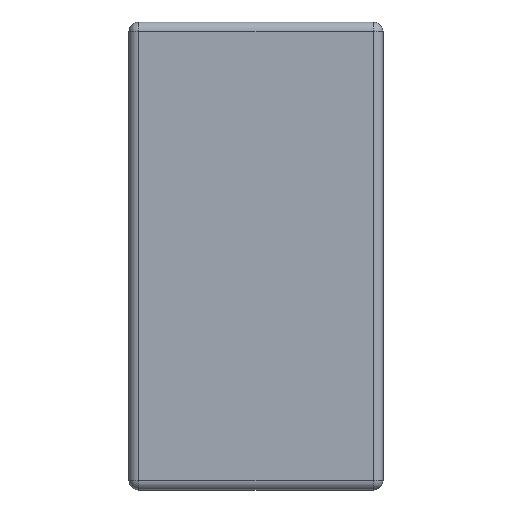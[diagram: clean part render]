
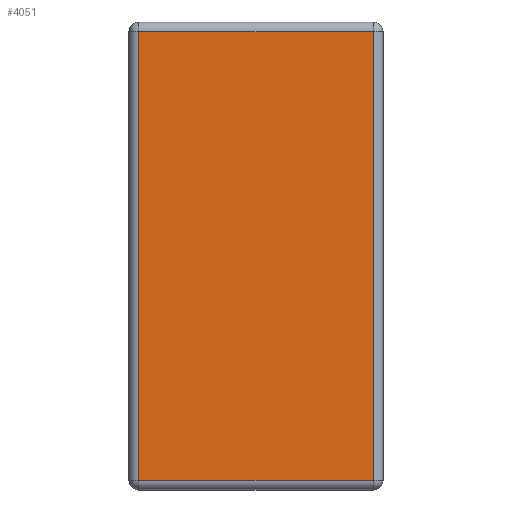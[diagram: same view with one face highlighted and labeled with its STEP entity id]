
A CAD part, left-side view. The second image highlights one B-rep face of the part: STEP entity #4051.
In plain terms, the highlighted planar face has unit normal (-1, 0, 0).
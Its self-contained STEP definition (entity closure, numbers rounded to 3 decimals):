
#2 = CARTESIAN_POINT ( 'NONE',  ( 0., 1.827, -3.427 ) ) ;
#15 = EDGE_CURVE ( 'NONE', #259, #824, #701, .T. ) ;
#150 = CARTESIAN_POINT ( 'NONE',  ( 0., 0., -3.427 ) ) ;
#259 = VERTEX_POINT ( 'NONE', #1400 ) ;
#435 = EDGE_CURVE ( 'NONE', #824, #676, #3630, .T. ) ;
#464 = DIRECTION ( 'NONE',  ( 0., -1., 0. ) ) ;
#500 = VECTOR ( 'NONE', #3542, 1000. ) ;
#676 = VERTEX_POINT ( 'NONE', #3778 ) ;
#701 = LINE ( 'NONE', #3927, #858 ) ;
#824 = VERTEX_POINT ( 'NONE', #2 ) ;
#858 = VECTOR ( 'NONE', #1865, 1000. ) ;
#1074 = CARTESIAN_POINT ( 'NONE',  ( 0., 1.9, -0.073 ) ) ;
#1198 = PLANE ( 'NONE',  #2333 ) ;
#1400 = CARTESIAN_POINT ( 'NONE',  ( 0., 1.827, -0.073 ) ) ;
#1536 = ORIENTED_EDGE ( 'NONE', *, *, #1998, .T. ) ;
#1558 = DIRECTION ( 'NONE',  ( 0., 0., 1. ) ) ;
#1865 = DIRECTION ( 'NONE',  ( 0., 0., -1. ) ) ;
#1943 = CARTESIAN_POINT ( 'NONE',  ( 0., 0., 0. ) ) ;
#1947 = ORIENTED_EDGE ( 'NONE', *, *, #2943, .T. ) ;
#1998 = EDGE_CURVE ( 'NONE', #3299, #259, #3314, .T. ) ;
#2151 = CARTESIAN_POINT ( 'NONE',  ( 0., 0.073, -0.073 ) ) ;
#2163 = EDGE_LOOP ( 'NONE', ( #2577, #1947, #1536, #4457 ) ) ;
#2333 = AXIS2_PLACEMENT_3D ( 'NONE', #1943, #3647, #1558 ) ;
#2577 = ORIENTED_EDGE ( 'NONE', *, *, #435, .T. ) ;
#2704 = VECTOR ( 'NONE', #464, 1000. ) ;
#2848 = FACE_OUTER_BOUND ( 'NONE', #2163, .T. ) ;
#2943 = EDGE_CURVE ( 'NONE', #676, #3299, #4040, .T. ) ;
#3299 = VERTEX_POINT ( 'NONE', #2151 ) ;
#3314 = LINE ( 'NONE', #1074, #500 ) ;
#3391 = CARTESIAN_POINT ( 'NONE',  ( 0., 0.073, 0. ) ) ;
#3542 = DIRECTION ( 'NONE',  ( 0., 1., 0. ) ) ;
#3557 = VECTOR ( 'NONE', #4105, 1000. ) ;
#3630 = LINE ( 'NONE', #150, #2704 ) ;
#3647 = DIRECTION ( 'NONE',  ( -1., 0., 0. ) ) ;
#3778 = CARTESIAN_POINT ( 'NONE',  ( 0., 0.073, -3.427 ) ) ;
#3927 = CARTESIAN_POINT ( 'NONE',  ( 0., 1.827, -3.5 ) ) ;
#4040 = LINE ( 'NONE', #3391, #3557 ) ;
#4051 = ADVANCED_FACE ( 'NONE', ( #2848 ), #1198, .T. ) ;
#4105 = DIRECTION ( 'NONE',  ( 0., 0., 1. ) ) ;
#4457 = ORIENTED_EDGE ( 'NONE', *, *, #15, .T. ) ;
